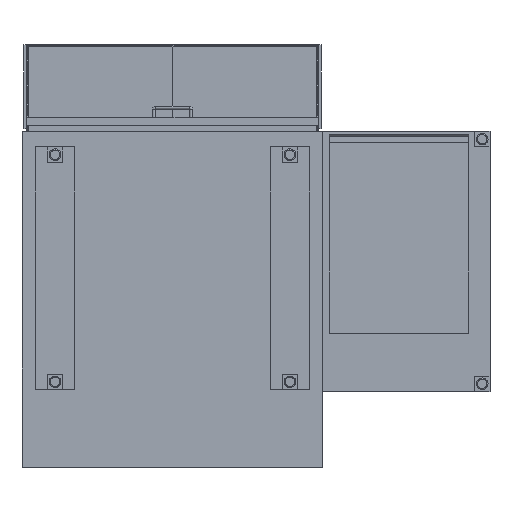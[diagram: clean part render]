
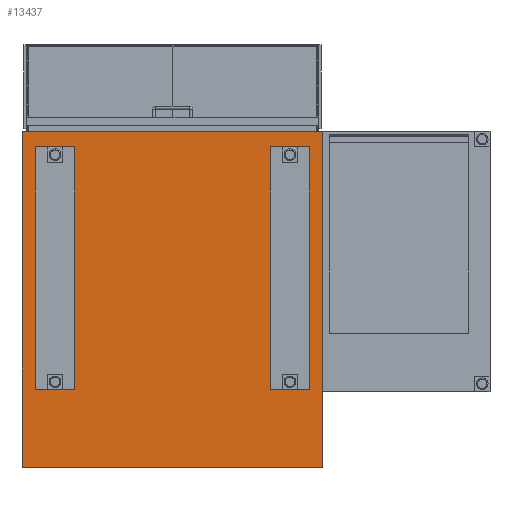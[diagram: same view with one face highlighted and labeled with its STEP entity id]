
A CAD part, front view. The second image highlights one B-rep face of the part: STEP entity #13437.
In plain terms, the highlighted planar face has unit normal (0, -1, 0).
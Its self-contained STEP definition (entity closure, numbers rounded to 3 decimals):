
#768=FACE_OUTER_BOUND('',#1590,.T.);
#1590=EDGE_LOOP('',(#8890,#8891,#8892,#8893));
#2452=LINE('',#19665,#4010);
#2453=LINE('',#19668,#4011);
#2454=LINE('',#19670,#4012);
#2455=LINE('',#19671,#4013);
#4010=VECTOR('',#15650,10.);
#4011=VECTOR('',#15653,10.);
#4012=VECTOR('',#15654,10.);
#4013=VECTOR('',#15655,10.);
#5554=VERTEX_POINT('',#19661);
#5555=VERTEX_POINT('',#19663);
#5556=VERTEX_POINT('',#19667);
#5557=VERTEX_POINT('',#19669);
#6902=EDGE_CURVE('',#5554,#5555,#2452,.T.);
#6903=EDGE_CURVE('',#5556,#5554,#2453,.T.);
#6904=EDGE_CURVE('',#5557,#5555,#2454,.T.);
#6905=EDGE_CURVE('',#5556,#5557,#2455,.T.);
#8890=ORIENTED_EDGE('',*,*,#6903,.T.);
#8891=ORIENTED_EDGE('',*,*,#6902,.T.);
#8892=ORIENTED_EDGE('',*,*,#6904,.F.);
#8893=ORIENTED_EDGE('',*,*,#6905,.F.);
#12754=PLANE('',#14372);
#13437=ADVANCED_FACE('',(#768),#12754,.T.);
#14372=AXIS2_PLACEMENT_3D('',#19666,#15651,#15652);
#15650=DIRECTION('',(1.,0.,0.));
#15651=DIRECTION('center_axis',(0.,-1.,0.));
#15652=DIRECTION('ref_axis',(0.,0.,-1.));
#15653=DIRECTION('',(0.,0.,-1.));
#15654=DIRECTION('',(0.,0.,-1.));
#15655=DIRECTION('',(1.,0.,0.));
#19661=CARTESIAN_POINT('',(0.,-270.,-432.5));
#19663=CARTESIAN_POINT('',(775.,-270.,-432.5));
#19665=CARTESIAN_POINT('',(0.,-270.,-432.5));
#19666=CARTESIAN_POINT('Origin',(0.,-270.,432.5));
#19667=CARTESIAN_POINT('',(0.,-270.,432.5));
#19668=CARTESIAN_POINT('',(0.,-270.,432.5));
#19669=CARTESIAN_POINT('',(775.,-270.,432.5));
#19670=CARTESIAN_POINT('',(775.,-270.,432.5));
#19671=CARTESIAN_POINT('',(0.,-270.,432.5));
